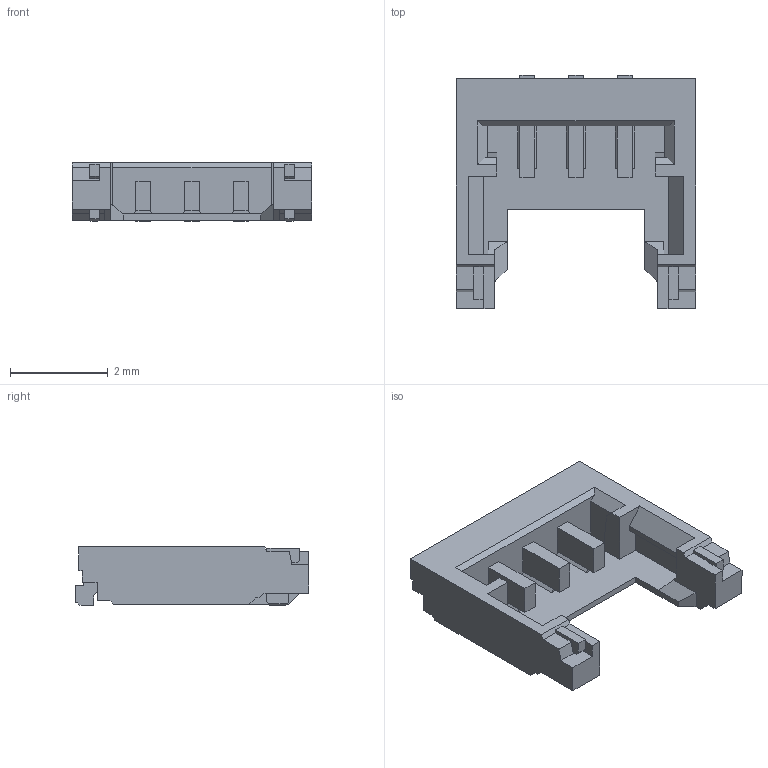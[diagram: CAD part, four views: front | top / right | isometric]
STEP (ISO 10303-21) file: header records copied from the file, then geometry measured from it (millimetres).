
FILE_DESCRIPTION(/* description */ (''),/* implementation_level */ '2;1');
FILE_NAME(/* name */ '2121340003wbm000_01_214.stp',/* time_stamp */ '2023-10-10T14:32:16+05:00',/* author */ (''),/* organization */ (''),/* preprocessor_version */ 'ST-DEVELOPER v16.7',/* originating_system */ 'SIEMENS PLM Software NX 1919',/* authorisation */ '');
FILE_SCHEMA (('AUTOMOTIVE_DESIGN { 1 0 10303 214 3 1 1 1 }'));
Length unit declared in the file: millimetre
Products named in the file (1): 2121340003wbm000_01
Bounding box: 4.9 x 4.79 x 1.2 mm (x, y, z)
Volume: 11.2 mm3; surface area: 73.1 mm2
Topology: 1 solids, 1 shells, 161 faces, 465 edges, 308 vertices
Faces by surface type: plane 158, cylinder 3
Entity records: 5201 total; most frequent: CARTESIAN_POINT 935, ORIENTED_EDGE 930, DIRECTION 795, EDGE_CURVE 465, LINE 459, VECTOR 459, VERTEX_POINT 308, AXIS2_PLACEMENT_3D 168
